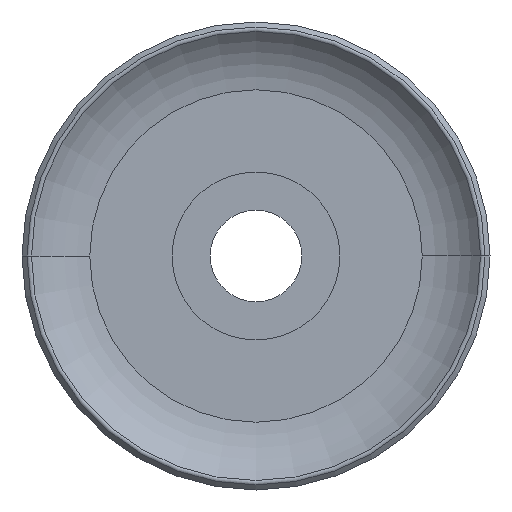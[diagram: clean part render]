
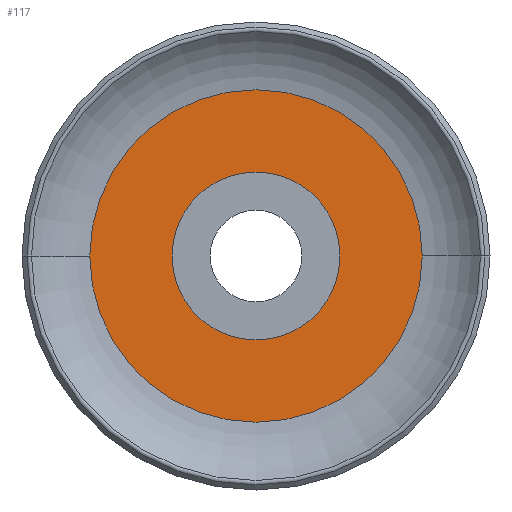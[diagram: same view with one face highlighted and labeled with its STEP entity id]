
A CAD part, front view. The second image highlights one B-rep face of the part: STEP entity #117.
In plain terms, the highlighted planar face has unit normal (0, -1, 0).
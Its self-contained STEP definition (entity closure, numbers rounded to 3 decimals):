
#117=ADVANCED_FACE('',(#290,#291),#292,.T.);
#290=FACE_BOUND('',#514,.T.);
#291=FACE_OUTER_BOUND('',#515,.T.);
#292=PLANE('',#516);
#514=EDGE_LOOP('',(#1761,#1762));
#515=EDGE_LOOP('',(#1763,#1764));
#516=AXIS2_PLACEMENT_3D('',#1765,#1766,#1767);
#1761=ORIENTED_EDGE('',*,*,#2269,.T.);
#1762=ORIENTED_EDGE('',*,*,#2212,.T.);
#1763=ORIENTED_EDGE('',*,*,#2271,.F.);
#1764=ORIENTED_EDGE('',*,*,#2209,.F.);
#1765=CARTESIAN_POINT('',(-5.5,-10.0,0.0));
#1766=DIRECTION('',(0.,-1.0,0.0));
#1767=DIRECTION('',(1.0,0.,0.0));
#2209=EDGE_CURVE('',#2456,#2458,#2459,.T.);
#2212=EDGE_CURVE('',#2462,#2463,#2464,.T.);
#2269=EDGE_CURVE('',#2463,#2462,#2563,.T.);
#2271=EDGE_CURVE('',#2458,#2456,#2565,.T.);
#2456=VERTEX_POINT('',#2802);
#2458=VERTEX_POINT('',#2804);
#2459=CIRCLE('',#2805,10.885);
#2462=VERTEX_POINT('',#2808);
#2463=VERTEX_POINT('',#2809);
#2464=CIRCLE('',#2810,5.5);
#2563=CIRCLE('',#3246,5.5);
#2565=CIRCLE('',#3248,10.885);
#2802=CARTESIAN_POINT('',(10.885,-10.,0.));
#2804=CARTESIAN_POINT('',(-10.885,-10.,0.0));
#2805=AXIS2_PLACEMENT_3D('',#3911,#3912,#3913);
#2808=CARTESIAN_POINT('',(5.5,-10.0,0.));
#2809=CARTESIAN_POINT('',(-5.5,-10.0,0.0));
#2810=AXIS2_PLACEMENT_3D('',#3917,#3918,#3919);
#3246=AXIS2_PLACEMENT_3D('',#3954,#3955,#3956);
#3248=AXIS2_PLACEMENT_3D('',#3957,#3958,#3959);
#3911=CARTESIAN_POINT('',(0.,-10.,0.0));
#3912=DIRECTION('',(0.,1.0,0.0));
#3913=DIRECTION('',(-1.0,0.,0.0));
#3917=CARTESIAN_POINT('',(0.,-10.0,0.0));
#3918=DIRECTION('',(0.,1.0,0.0));
#3919=DIRECTION('',(-1.0,0.,0.0));
#3954=CARTESIAN_POINT('',(0.,-10.0,0.0));
#3955=DIRECTION('',(0.,1.0,0.0));
#3956=DIRECTION('',(-1.0,0.,0.0));
#3957=CARTESIAN_POINT('',(0.,-10.,0.0));
#3958=DIRECTION('',(0.,1.0,0.0));
#3959=DIRECTION('',(-1.0,0.,0.0));
